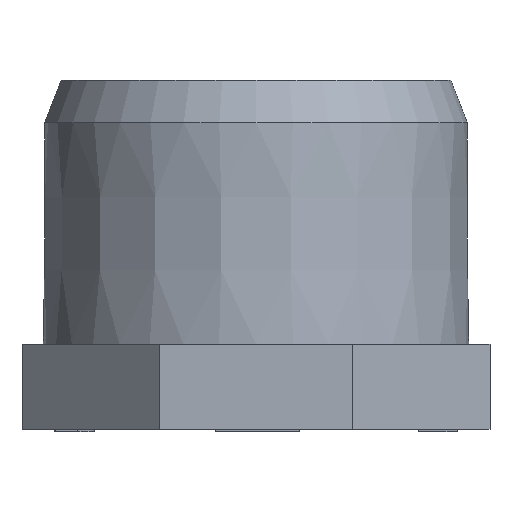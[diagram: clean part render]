
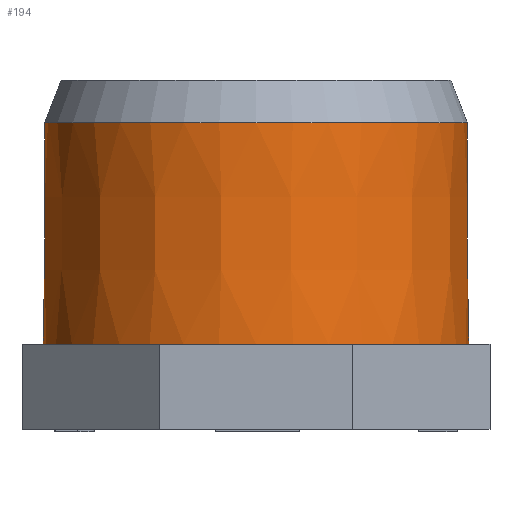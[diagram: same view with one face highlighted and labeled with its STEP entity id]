
A CAD part, left-side view. The second image highlights one B-rep face of the part: STEP entity #194.
In plain terms, the highlighted conical face has half-angle 0.37 degrees and reference radius 24.8 mm.
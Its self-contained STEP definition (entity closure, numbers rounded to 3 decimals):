
#64=CONICAL_SURFACE('',#2477,24.8,0.37);
#194=ADVANCED_FACE('',(#1020,#1021),#64,.T.);
#1020=FACE_BOUND('',#1063,.T.);
#1021=FACE_BOUND('',#1064,.T.);
#1063=EDGE_LOOP('',(#1382));
#1064=EDGE_LOOP('',(#1383));
#1382=ORIENTED_EDGE('',*,*,#2233,.F.);
#1383=ORIENTED_EDGE('',*,*,#2241,.T.);
#2008=VERTEX_POINT('',#3607);
#2014=VERTEX_POINT('',#3624);
#2233=EDGE_CURVE('',#2008,#2008,#2454,.T.);
#2241=EDGE_CURVE('',#2014,#2014,#2457,.T.);
#2454=CIRCLE('',#2469,24.832);
#2457=CIRCLE('',#2475,25.);
#2469=AXIS2_PLACEMENT_3D('',#3606,#2692,#2693);
#2475=AXIS2_PLACEMENT_3D('',#3623,#2709,#2710);
#2477=AXIS2_PLACEMENT_3D('',#3626,#2713,#2714);
#2692=DIRECTION('',(0.,0.,1.));
#2693=DIRECTION('',(1.,0.,0.));
#2709=DIRECTION('',(0.,0.,1.));
#2710=DIRECTION('',(1.,0.,0.));
#2713=DIRECTION('',(0.,0.,-1.));
#2714=DIRECTION('',(-1.,0.,0.));
#3606=CARTESIAN_POINT('',(152.,-270.,26.));
#3607=CARTESIAN_POINT('',(176.832,-270.,26.));
#3623=CARTESIAN_POINT('',(152.,-270.,0.));
#3624=CARTESIAN_POINT('',(177.,-270.,0.));
#3626=CARTESIAN_POINT('',(152.,-270.,31.));
